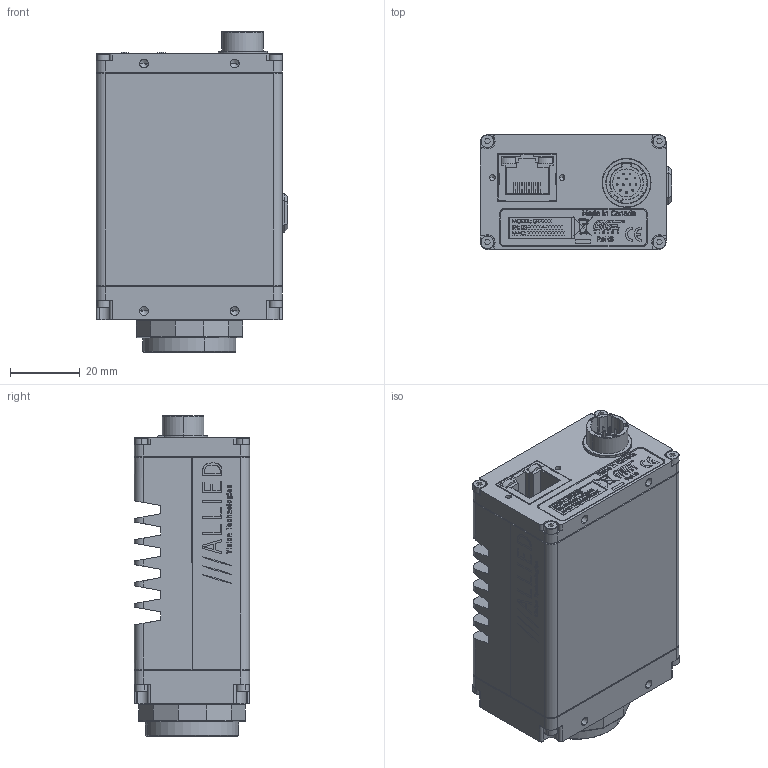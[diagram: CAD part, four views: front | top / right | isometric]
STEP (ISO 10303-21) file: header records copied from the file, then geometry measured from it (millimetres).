
FILE_DESCRIPTION (( 'STEP AP214' ), '1' );
FILE_NAME ('GT2750C CAMERAS ASSY.STEP', '2013-08-01T19:42:50', ( '' ), ( '' ), 'SwSTEP 2.0', 'SolidWorks 2013', '' );
FILE_SCHEMA (( 'AUTOMOTIVE_DESIGN' ));
Length unit declared in the file: millimetre
Products named in the file (27): SONY ICX694 BODY; 260034-HIROSE HR10A-10R-12PB WASHER; 200130A-GT CONTROL FAST; 440002-IR CUT FILTER 22MM DIA; LABEL PRINTOUT; 110103A-GX CCD GASKET; SONY ICX694 WINDOW; GT2750C CAMERAS ASSY; 100097B - IR FILTER ASSEMBLY 0.75 INCH; 140061-SCREW SKT CAP M2x8 SS; 220232-SONY ICX694AQG; GT BOT COVER_110160A-GT BOT COVER LONG; 110153A-GT BACK PLATE; 110054B-A IR FILTER SUPPORT; 800029-CCD THERMAL PAD 0.9 IN X 0.3 IN; 260034-HIROSE HR10A-10R-12PB; 100191A-GT BACK ASSY; GT FRONT ASSY SONY 4 TAP_100209A-GT2750C FRONT ASSY; 260034-HIROSE HR10A-10R-12PB NUT; GT TOP COVER_110161A-GT TOP COVER LONG; 110003AC-CV CMOUNT RING; CONN_KOBICONN_163-157J-E; CONN_AMPHENOL_RJHSE-5481; 110031A-B EC-CCD LOCKING RING; 740144A-GT SERIES LABEL; GT BODY ASSY_100192A-GT BODY ASSY FAST; 110162A-GT FRONT PLATE LF
Assembly tree (33 placements, depth 4):
  GT2750C CAMERAS ASSY
    140061-SCREW SKT CAP M2x8 SS  x4
    LABEL PRINTOUT
    740144A-GT SERIES LABEL
    GT BODY ASSY_100192A-GT BODY ASSY FAST
      140061-SCREW SKT CAP M2x8 SS  x4
      GT TOP COVER_110161A-GT TOP COVER LONG
      100191A-GT BACK ASSY
        260034-HIROSE HR10A-10R-12PB WASHER
        110153A-GT BACK PLATE
        260034-HIROSE HR10A-10R-12PB NUT
        260034-HIROSE HR10A-10R-12PB
      GT BOT COVER_110160A-GT BOT COVER LONG
      200130A-GT CONTROL FAST
        CONN_KOBICONN_163-157J-E
        CONN_AMPHENOL_RJHSE-5481
    GT FRONT ASSY SONY 4 TAP_100209A-GT2750C FRONT ASSY
      220232-SONY ICX694AQG
        SONY ICX694 WINDOW
        SONY ICX694 BODY
      100097B - IR FILTER ASSEMBLY 0.75 INCH
        440002-IR CUT FILTER 22MM DIA
        110054B-A IR FILTER SUPPORT
      110162A-GT FRONT PLATE LF
      110003AC-CV CMOUNT RING
      110103A-GX CCD GASKET
      800029-CCD THERMAL PAD 0.9 IN X 0.3 IN
      110031A-B EC-CCD LOCKING RING
Bounding box: 54.83 x 33.02 x 91.77 mm (x, y, z)
Volume: 65959 mm3; surface area: 57140.4 mm2
Topology: 44 solids, 44 shells, 3821 faces, 9924 edges, 6444 vertices
Faces by surface type: plane 2217, cylinder 703, bspline 641, cone 260
Entity records: 177388 total; most frequent: CARTESIAN_POINT 48266, ORIENTED_EDGE 19056, DIRECTION 16008, EDGE_CURVE 9528, LINE 6712, VECTOR 6712, VERTEX_POINT 6262, AXIS2_PLACEMENT_3D 4648
